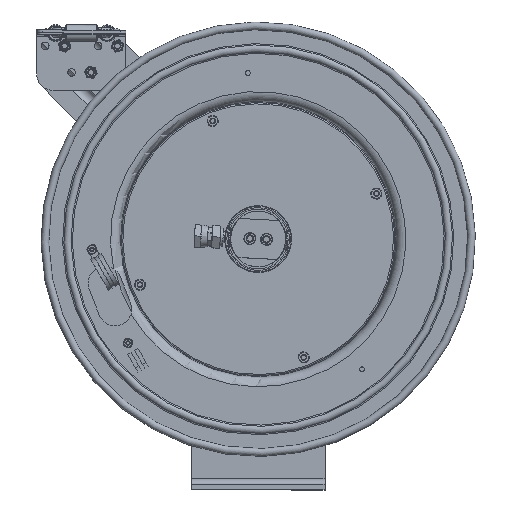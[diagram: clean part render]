
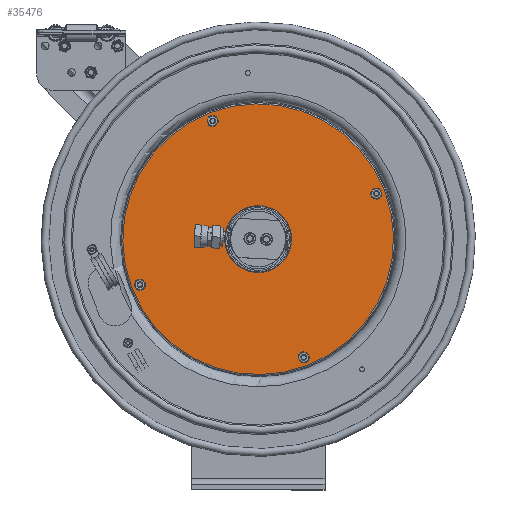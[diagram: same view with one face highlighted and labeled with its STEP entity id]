
A CAD part, top view. The second image highlights one B-rep face of the part: STEP entity #35476.
In plain terms, the highlighted planar face has unit normal (0, 0, 1).
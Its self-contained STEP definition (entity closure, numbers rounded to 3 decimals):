
#878=FACE_BOUND('',#6373,.T.);
#879=FACE_BOUND('',#6374,.T.);
#880=FACE_BOUND('',#6375,.T.);
#881=FACE_BOUND('',#6376,.T.);
#882=FACE_BOUND('',#6377,.T.);
#1553=CIRCLE('',#37996,6.078);
#1554=CIRCLE('',#37997,0.655);
#1555=CIRCLE('',#37998,0.14);
#1556=CIRCLE('',#37999,0.14);
#1557=CIRCLE('',#38000,0.14);
#1558=CIRCLE('',#38001,0.14);
#4622=FACE_OUTER_BOUND('',#6372,.T.);
#6372=EDGE_LOOP('',(#25494));
#6373=EDGE_LOOP('',(#25495));
#6374=EDGE_LOOP('',(#25496));
#6375=EDGE_LOOP('',(#25497));
#6376=EDGE_LOOP('',(#25498));
#6377=EDGE_LOOP('',(#25499));
#14319=VERTEX_POINT('',#55778);
#14320=VERTEX_POINT('',#55780);
#14321=VERTEX_POINT('',#55782);
#14322=VERTEX_POINT('',#55784);
#14323=VERTEX_POINT('',#55786);
#14324=VERTEX_POINT('',#55788);
#18853=EDGE_CURVE('',#14319,#14319,#1553,.T.);
#18854=EDGE_CURVE('',#14320,#14320,#1554,.T.);
#18855=EDGE_CURVE('',#14321,#14321,#1555,.T.);
#18856=EDGE_CURVE('',#14322,#14322,#1556,.T.);
#18857=EDGE_CURVE('',#14323,#14323,#1557,.T.);
#18858=EDGE_CURVE('',#14324,#14324,#1558,.T.);
#25494=ORIENTED_EDGE('',*,*,#18853,.F.);
#25495=ORIENTED_EDGE('',*,*,#18854,.T.);
#25496=ORIENTED_EDGE('',*,*,#18855,.T.);
#25497=ORIENTED_EDGE('',*,*,#18856,.T.);
#25498=ORIENTED_EDGE('',*,*,#18857,.T.);
#25499=ORIENTED_EDGE('',*,*,#18858,.T.);
#32884=PLANE('',#37995);
#35476=ADVANCED_FACE('',(#4622,#878,#879,#880,#881,#882),#32884,.T.);
#37995=AXIS2_PLACEMENT_3D('',#55777,#43763,#43764);
#37996=AXIS2_PLACEMENT_3D('',#55779,#43765,#43766);
#37997=AXIS2_PLACEMENT_3D('',#55781,#43767,#43768);
#37998=AXIS2_PLACEMENT_3D('',#55783,#43769,#43770);
#37999=AXIS2_PLACEMENT_3D('',#55785,#43771,#43772);
#38000=AXIS2_PLACEMENT_3D('',#55787,#43773,#43774);
#38001=AXIS2_PLACEMENT_3D('',#55789,#43775,#43776);
#43763=DIRECTION('center_axis',(0.,0.,
1.));
#43764=DIRECTION('ref_axis',(0.359,-0.933,0.));
#43765=DIRECTION('center_axis',(0.,0.,
-1.));
#43766=DIRECTION('ref_axis',(0.359,-0.933,0.));
#43767=DIRECTION('center_axis',(0.,0.,
-1.));
#43768=DIRECTION('ref_axis',(-0.359,0.933,0.));
#43769=DIRECTION('center_axis',(0.,0.,
-1.));
#43770=DIRECTION('ref_axis',(0.359,-0.933,0.));
#43771=DIRECTION('center_axis',(0.,0.,
-1.));
#43772=DIRECTION('ref_axis',(0.359,-0.933,0.));
#43773=DIRECTION('center_axis',(0.,0.,
-1.));
#43774=DIRECTION('ref_axis',(0.359,-0.933,0.));
#43775=DIRECTION('center_axis',(0.,0.,
-1.));
#43776=DIRECTION('ref_axis',(0.359,-0.933,0.));
#55777=CARTESIAN_POINT('Origin',(0.,11.252,
5.445));
#55778=CARTESIAN_POINT('',(-2.185,16.923,5.445));
#55779=CARTESIAN_POINT('Origin',(0.,11.252,
5.445));
#55780=CARTESIAN_POINT('',(0.235,10.641,5.445));
#55781=CARTESIAN_POINT('Origin',(0.,11.252,
5.445));
#55782=CARTESIAN_POINT('',(2.095,5.814,5.445));
#55783=CARTESIAN_POINT('Origin',(2.045,5.945,5.445));
#55784=CARTESIAN_POINT('',(-1.994,16.429,5.445));
#55785=CARTESIAN_POINT('Origin',(-2.045,16.559,5.445));
#55786=CARTESIAN_POINT('',(5.358,13.166,5.445));
#55787=CARTESIAN_POINT('Origin',(5.307,13.296,5.445));
#55788=CARTESIAN_POINT('',(-5.257,9.077,5.445));
#55789=CARTESIAN_POINT('Origin',(-5.307,9.207,5.445));
